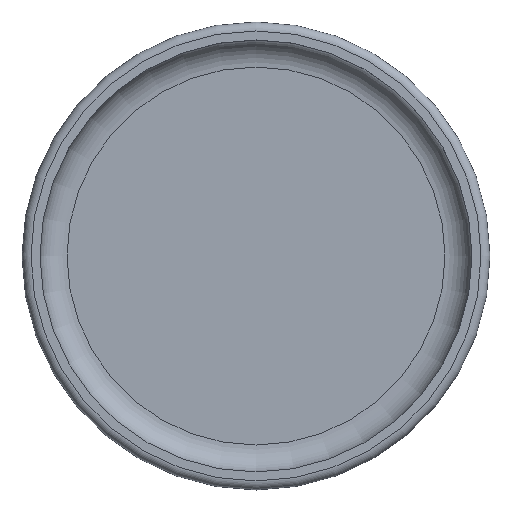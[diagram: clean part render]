
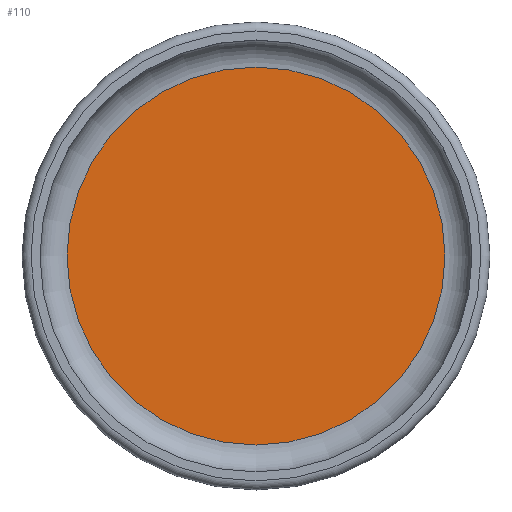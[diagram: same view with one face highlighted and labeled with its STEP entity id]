
A CAD part, top view. The second image highlights one B-rep face of the part: STEP entity #110.
In plain terms, the highlighted planar face has unit normal (0, 0, 1).
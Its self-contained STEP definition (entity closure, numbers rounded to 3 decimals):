
#18=PLANE('',#143);
#32=FACE_OUTER_BOUND('',#41,.T.);
#41=EDGE_LOOP('',(#99));
#52=CIRCLE('',#141,21.);
#60=VERTEX_POINT('',#210);
#72=EDGE_CURVE('',#60,#60,#52,.T.);
#99=ORIENTED_EDGE('',*,*,#72,.F.);
#110=ADVANCED_FACE('',(#32),#18,.T.);
#141=AXIS2_PLACEMENT_3D('',#212,#179,#180);
#143=AXIS2_PLACEMENT_3D('',#215,#184,#185);
#179=DIRECTION('center_axis',(0.,0.,-1.));
#180=DIRECTION('ref_axis',(-1.,0.,0.));
#184=DIRECTION('center_axis',(0.,0.,1.));
#185=DIRECTION('ref_axis',(1.,0.,0.));
#210=CARTESIAN_POINT('',(-21.,0.,2.));
#212=CARTESIAN_POINT('Origin',(0.,0.,2.));
#215=CARTESIAN_POINT('Origin',(0.,0.,2.));
